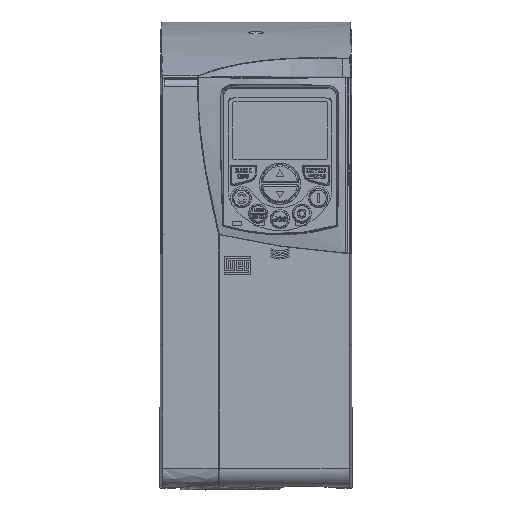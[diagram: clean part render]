
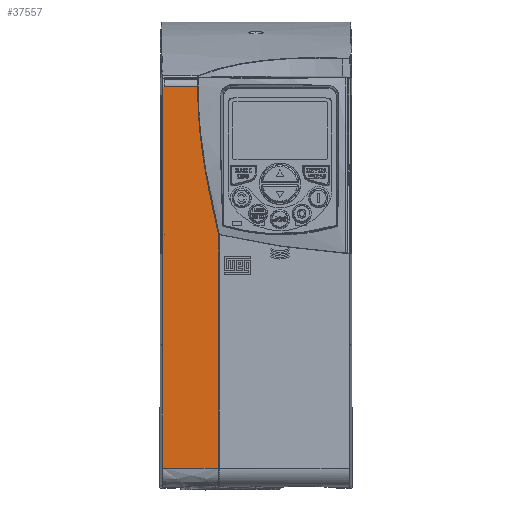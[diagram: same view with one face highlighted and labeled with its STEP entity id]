
A CAD part, top view. The second image highlights one B-rep face of the part: STEP entity #37557.
In plain terms, the highlighted planar face has unit normal (0, 0, 1).
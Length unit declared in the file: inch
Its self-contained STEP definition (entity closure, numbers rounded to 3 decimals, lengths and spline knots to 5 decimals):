
#2993 = CARTESIAN_POINT ( 'NONE',  ( -0.76638, -0.66024, 2.3622 ) ) ;
#8295 = LINE ( 'NONE', #27711, #96336 ) ;
#9327 = DIRECTION ( 'NONE',  ( -0.097, 0.995, 0. ) ) ;
#9557 = VERTEX_POINT ( 'NONE', #2993 ) ;
#10732 = CARTESIAN_POINT ( 'NONE',  ( -1.19893, 0., 2.3622 ) ) ;
#12397 = EDGE_CURVE ( 'NONE', #148262, #166093, #41610, .T. ) ;
#12968 = ORIENTED_EDGE ( 'NONE', *, *, #74421, .T. ) ;
#13849 = ORIENTED_EDGE ( 'NONE', *, *, #97472, .T. ) ;
#14112 = DIRECTION ( 'NONE',  ( 0., 0., 1. ) ) ;
#15106 = LINE ( 'NONE', #10732, #45216 ) ;
#18254 = DIRECTION ( 'NONE',  ( 0., 1., 0. ) ) ;
#18885 = DIRECTION ( 'NONE',  ( 1., 0., 0. ) ) ;
#19320 = CARTESIAN_POINT ( 'NONE',  ( -1.87726, -0.27745, 2.3622 ) ) ;
#21934 = VECTOR ( 'NONE', #46532, 39.37008 ) ;
#23227 = CARTESIAN_POINT ( 'NONE',  ( -0.76638, -0.2835, 2.3622 ) ) ;
#24408 = EDGE_CURVE ( 'NONE', #27980, #138565, #170528, .T. ) ;
#25050 = CARTESIAN_POINT ( 'NONE',  ( -1.91566, -3.54331, 2.3622 ) ) ;
#26608 = LINE ( 'NONE', #105310, #121377 ) ;
#26732 = ORIENTED_EDGE ( 'NONE', *, *, #76419, .F. ) ;
#27711 = CARTESIAN_POINT ( 'NONE',  ( -1.87726, 0., 2.3622 ) ) ;
#27980 = VERTEX_POINT ( 'NONE', #62466 ) ;
#28434 = LINE ( 'NONE', #25050, #47042 ) ;
#30206 = CARTESIAN_POINT ( 'NONE',  ( -1.14616, 1.74424, 2.3622 ) ) ;
#30856 = CARTESIAN_POINT ( 'NONE',  ( -1.09018, 1.30405, 2.3622 ) ) ;
#31139 = VECTOR ( 'NONE', #18254, 39.37008 ) ;
#31648 = DIRECTION ( 'NONE',  ( 0., 1., 0. ) ) ;
#35170 = ORIENTED_EDGE ( 'NONE', *, *, #154563, .F. ) ;
#37557 = ADVANCED_FACE ( 'NONE', ( #187137 ), #178852, .T. ) ;
#38601 = DIRECTION ( 'NONE',  ( 1., 0., 0. ) ) ;
#38611 = VECTOR ( 'NONE', #139294, 39.37008 ) ;
#41610 = LINE ( 'NONE', #187669, #94838 ) ;
#43985 = CARTESIAN_POINT ( 'NONE',  ( 0., -5.07766, 2.3622 ) ) ;
#45216 = VECTOR ( 'NONE', #85158, 39.37008 ) ;
#46532 = DIRECTION ( 'NONE',  ( 1., 0., 0. ) ) ;
#47032 = CARTESIAN_POINT ( 'NONE',  ( -1.12968, 1.59721, 2.3622 ) ) ;
#47042 = VECTOR ( 'NONE', #114919, 39.37008 ) ;
#47637 = CIRCLE ( 'NONE', #112316, 21.45586 ) ;
#47646 = ORIENTED_EDGE ( 'NONE', *, *, #97482, .T. ) ;
#48073 = DIRECTION ( 'NONE',  ( 0., 0., -1. ) ) ;
#50165 = CARTESIAN_POINT ( 'NONE',  ( -0.76772, -0.27745, 2.3622 ) ) ;
#52847 = CARTESIAN_POINT ( 'NONE',  ( -1.94476, -0.28267, 2.3622 ) ) ;
#57220 = ORIENTED_EDGE ( 'NONE', *, *, #160679, .F. ) ;
#59317 = CARTESIAN_POINT ( 'NONE',  ( -1.19526, 2.47375, 2.3622 ) ) ;
#59945 = CARTESIAN_POINT ( 'NONE',  ( -1.17253, 2.03883, 2.3622 ) ) ;
#61728 = CARTESIAN_POINT ( 'NONE',  ( -0.77881, -5.07766, 2.3622 ) ) ;
#61979 = B_SPLINE_CURVE_WITH_KNOTS ( 'NONE', 3,
 ( #190434, #116883, #30856, #47032, #30206, #59945, #177515, #59317, #165240, #90347 ),
 .UNSPECIFIED., .F., .F.,
 ( 4, 2, 2, 2, 4 ),
 ( 0., 0.01127, 0.02254, 0.03382, 0.04447 ),
 .UNSPECIFIED. ) ;
#62466 = CARTESIAN_POINT ( 'NONE',  ( -1.91566, -5.07766, 2.3622 ) ) ;
#66465 = CARTESIAN_POINT ( 'NONE',  ( -1.19891, 2.75318, 2.3622 ) ) ;
#68667 = VECTOR ( 'NONE', #89205, 39.37008 ) ;
#70398 = LINE ( 'NONE', #122383, #31139 ) ;
#71387 = CARTESIAN_POINT ( 'NONE',  ( -1.91566, -0.28267, 2.3622 ) ) ;
#74419 = EDGE_CURVE ( 'NONE', #27980, #95938, #26608, .T. ) ;
#74421 = EDGE_CURVE ( 'NONE', #108191, #9557, #190627, .T. ) ;
#76419 = EDGE_CURVE ( 'NONE', #123391, #102720, #28434, .T. ) ;
#78438 = CARTESIAN_POINT ( 'NONE',  ( -0.77881, -0.66024, 2.3622 ) ) ;
#78798 = CARTESIAN_POINT ( 'NONE',  ( -1.56004, 2.76021, 2.3622 ) ) ;
#81568 = EDGE_CURVE ( 'NONE', #93543, #120879, #8295, .T. ) ;
#83720 = ORIENTED_EDGE ( 'NONE', *, *, #24408, .T. ) ;
#85158 = DIRECTION ( 'NONE',  ( 0., 1., 0. ) ) ;
#87802 = EDGE_CURVE ( 'NONE', #157370, #143760, #184720, .T. ) ;
#87995 = ORIENTED_EDGE ( 'NONE', *, *, #102438, .T. ) ;
#89205 = DIRECTION ( 'NONE',  ( 1., 0., 0. ) ) ;
#90347 = CARTESIAN_POINT ( 'NONE',  ( -1.19891, 2.75318, 2.3622 ) ) ;
#93543 = VERTEX_POINT ( 'NONE', #19320 ) ;
#94301 = DIRECTION ( 'NONE',  ( -1., 0., 0. ) ) ;
#94838 = VECTOR ( 'NONE', #9327, 39.37008 ) ;
#95938 = VERTEX_POINT ( 'NONE', #71387 ) ;
#96336 = VECTOR ( 'NONE', #189858, 39.37008 ) ;
#97472 = EDGE_CURVE ( 'NONE', #166093, #109759, #47637, .T. ) ;
#97482 = EDGE_CURVE ( 'NONE', #138565, #108191, #170182, .T. ) ;
#102438 = EDGE_CURVE ( 'NONE', #123391, #93543, #150765, .T. ) ;
#102720 = VERTEX_POINT ( 'NONE', #175331 ) ;
#102886 = AXIS2_PLACEMENT_3D ( 'NONE', #191738, #14112, #133688 ) ;
#105310 = CARTESIAN_POINT ( 'NONE',  ( -1.91566, 0., 2.3622 ) ) ;
#107513 = CARTESIAN_POINT ( 'NONE',  ( 20.07368, 4.82409, 2.3622 ) ) ;
#107669 = DIRECTION ( 'NONE',  ( 1., 0., 0. ) ) ;
#108191 = VERTEX_POINT ( 'NONE', #78438 ) ;
#109303 = LINE ( 'NONE', #52847, #155484 ) ;
#109759 = VERTEX_POINT ( 'NONE', #172707 ) ;
#112316 = AXIS2_PLACEMENT_3D ( 'NONE', #107513, #48073, #18885 ) ;
#113012 = VECTOR ( 'NONE', #94301, 39.37008 ) ;
#114919 = DIRECTION ( 'NONE',  ( 0., 1., 0. ) ) ;
#114981 = LINE ( 'NONE', #138649, #38611 ) ;
#116883 = CARTESIAN_POINT ( 'NONE',  ( -1.06717, 1.15797, 2.3622 ) ) ;
#118903 = ORIENTED_EDGE ( 'NONE', *, *, #119200, .T. ) ;
#119200 = EDGE_CURVE ( 'NONE', #9557, #148262, #70398, .T. ) ;
#119998 = VERTEX_POINT ( 'NONE', #66465 ) ;
#120879 = VERTEX_POINT ( 'NONE', #132761 ) ;
#121377 = VECTOR ( 'NONE', #31648, 39.37008 ) ;
#121597 = VECTOR ( 'NONE', #122376, 39.37008 ) ;
#122376 = DIRECTION ( 'NONE',  ( 0., 1., 0. ) ) ;
#122383 = CARTESIAN_POINT ( 'NONE',  ( -0.76638, 0., 2.3622 ) ) ;
#123391 = VERTEX_POINT ( 'NONE', #167139 ) ;
#132233 = VECTOR ( 'NONE', #107669, 39.37008 ) ;
#132761 = CARTESIAN_POINT ( 'NONE',  ( -1.87726, -0.28267, 2.3622 ) ) ;
#133688 = DIRECTION ( 'NONE',  ( 0., -1., 0. ) ) ;
#138565 = VERTEX_POINT ( 'NONE', #61728 ) ;
#138649 = CARTESIAN_POINT ( 'NONE',  ( -1.56215, 2.76021, 2.3622 ) ) ;
#138812 = ORIENTED_EDGE ( 'NONE', *, *, #87802, .T. ) ;
#139294 = DIRECTION ( 'NONE',  ( 1., 0., 0. ) ) ;
#139820 = CARTESIAN_POINT ( 'NONE',  ( -0.76703, -0.27675, 2.3622 ) ) ;
#143760 = VERTEX_POINT ( 'NONE', #163773 ) ;
#148262 = VERTEX_POINT ( 'NONE', #23227 ) ;
#150765 = LINE ( 'NONE', #50165, #132233 ) ;
#154563 = EDGE_CURVE ( 'NONE', #102720, #143760, #114981, .T. ) ;
#155484 = VECTOR ( 'NONE', #38601, 39.37008 ) ;
#157370 = VERTEX_POINT ( 'NONE', #165772 ) ;
#158187 = ORIENTED_EDGE ( 'NONE', *, *, #176303, .T. ) ;
#158911 = ORIENTED_EDGE ( 'NONE', *, *, #171487, .T. ) ;
#160679 = EDGE_CURVE ( 'NONE', #95938, #120879, #109303, .T. ) ;
#163773 = CARTESIAN_POINT ( 'NONE',  ( -1.87726, 2.76021, 2.3622 ) ) ;
#164100 = CARTESIAN_POINT ( 'NONE',  ( 0., -0.66024, 2.3622 ) ) ;
#165240 = CARTESIAN_POINT ( 'NONE',  ( -1.19855, 2.61342, 2.3622 ) ) ;
#165772 = CARTESIAN_POINT ( 'NONE',  ( -1.19893, 2.76021, 2.3622 ) ) ;
#166093 = VERTEX_POINT ( 'NONE', #139820 ) ;
#166920 = CARTESIAN_POINT ( 'NONE',  ( -0.77881, 0., 2.3622 ) ) ;
#167139 = CARTESIAN_POINT ( 'NONE',  ( -1.91566, -0.27745, 2.3622 ) ) ;
#170182 = LINE ( 'NONE', #166920, #121597 ) ;
#170348 = EDGE_LOOP ( 'NONE', ( #183038, #13849, #158911, #158187, #138812, #35170, #26732, #87995, #175830, #57220, #184372, #83720, #47646, #12968, #118903 ) ) ;
#170528 = LINE ( 'NONE', #43985, #68667 ) ;
#171487 = EDGE_CURVE ( 'NONE', #109759, #119998, #61979, .T. ) ;
#172707 = CARTESIAN_POINT ( 'NONE',  ( -1.04089, 1.01239, 2.3622 ) ) ;
#175331 = CARTESIAN_POINT ( 'NONE',  ( -1.91566, 2.76021, 2.3622 ) ) ;
#175830 = ORIENTED_EDGE ( 'NONE', *, *, #81568, .T. ) ;
#176303 = EDGE_CURVE ( 'NONE', #119998, #157370, #15106, .T. ) ;
#177515 = CARTESIAN_POINT ( 'NONE',  ( -1.18243, 2.18648, 2.3622 ) ) ;
#178852 = PLANE ( 'NONE',  #102886 ) ;
#183038 = ORIENTED_EDGE ( 'NONE', *, *, #12397, .T. ) ;
#184372 = ORIENTED_EDGE ( 'NONE', *, *, #74419, .F. ) ;
#184720 = LINE ( 'NONE', #78798, #113012 ) ;
#187137 = FACE_OUTER_BOUND ( 'NONE', #170348, .T. ) ;
#187669 = CARTESIAN_POINT ( 'NONE',  ( -0.76638, -0.2835, 2.3622 ) ) ;
#189858 = DIRECTION ( 'NONE',  ( 0., -1., 0. ) ) ;
#190434 = CARTESIAN_POINT ( 'NONE',  ( -1.04089, 1.01239, 2.3622 ) ) ;
#190627 = LINE ( 'NONE', #164100, #21934 ) ;
#191738 = CARTESIAN_POINT ( 'NONE',  ( 0., 0., 2.3622 ) ) ;
